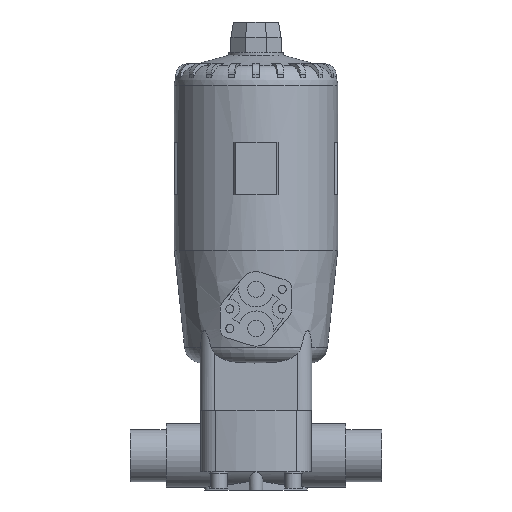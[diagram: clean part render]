
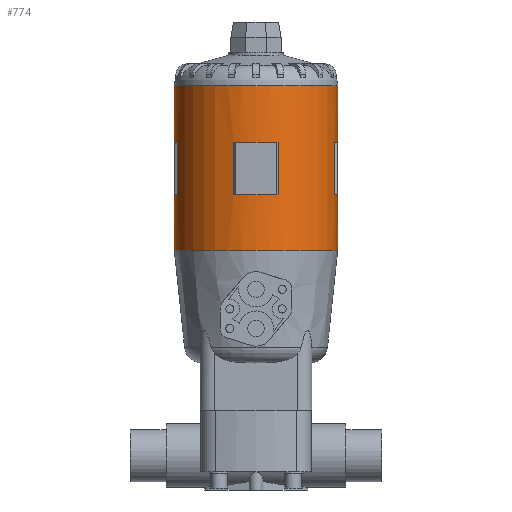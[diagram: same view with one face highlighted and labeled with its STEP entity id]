
A CAD part, front view. The second image highlights one B-rep face of the part: STEP entity #774.
In plain terms, the highlighted cylindrical face has radius 50 mm (diameter 100 mm), a partial arc.
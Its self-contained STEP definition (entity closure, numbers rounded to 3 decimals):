
#774=ADVANCED_FACE('',(#1616,#1617),#1618,.T.);
#1616=FACE_OUTER_BOUND('',#2528,.T.);
#1617=FACE_BOUND('',#2529,.T.);
#1618=CYLINDRICAL_SURFACE('',#2530,50.0);
#2528=EDGE_LOOP('',(#4828,#4829,#4830,#4831,#4832,#4833,#4834,#4835,#4836,#4837,#4838,#4839));
#2529=EDGE_LOOP('',(#4840,#4841,#4842,#4843,#4844,#4845));
#2530=AXIS2_PLACEMENT_3D('',#4846,#4847,#4848);
#4828=ORIENTED_EDGE('',*,*,#5602,.T.);
#4829=ORIENTED_EDGE('',*,*,#5880,.T.);
#4830=ORIENTED_EDGE('',*,*,#5884,.T.);
#4831=ORIENTED_EDGE('',*,*,#5873,.T.);
#4832=ORIENTED_EDGE('',*,*,#5610,.T.);
#4833=ORIENTED_EDGE('',*,*,#6010,.F.);
#4834=ORIENTED_EDGE('',*,*,#5608,.T.);
#4835=ORIENTED_EDGE('',*,*,#5919,.T.);
#4836=ORIENTED_EDGE('',*,*,#5931,.T.);
#4837=ORIENTED_EDGE('',*,*,#5934,.T.);
#4838=ORIENTED_EDGE('',*,*,#5604,.T.);
#4839=ORIENTED_EDGE('',*,*,#6338,.T.);
#4840=ORIENTED_EDGE('',*,*,#5905,.T.);
#4841=ORIENTED_EDGE('',*,*,#5893,.T.);
#4842=ORIENTED_EDGE('',*,*,#5897,.T.);
#4843=ORIENTED_EDGE('',*,*,#5911,.T.);
#4844=ORIENTED_EDGE('',*,*,#5914,.T.);
#4845=ORIENTED_EDGE('',*,*,#5901,.T.);
#4846=CARTESIAN_POINT('',(0.0,0.0,176.163));
#4847=DIRECTION('',(0.0,0.0,1.0));
#4848=DIRECTION('',(1.0,0.0,0.0));
#5602=EDGE_CURVE('',#6799,#6800,#6801,.T.);
#5604=EDGE_CURVE('',#6804,#6802,#6805,.T.);
#5608=EDGE_CURVE('',#6812,#6810,#6813,.T.);
#5610=EDGE_CURVE('',#6816,#6814,#6817,.T.);
#5873=EDGE_CURVE('',#7214,#6816,#7215,.T.);
#5880=EDGE_CURVE('',#6800,#7224,#7225,.T.);
#5884=EDGE_CURVE('',#7224,#7214,#7230,.T.);
#5893=EDGE_CURVE('',#7240,#7241,#7242,.T.);
#5897=EDGE_CURVE('',#7241,#7247,#7248,.T.);
#5901=EDGE_CURVE('',#7253,#7254,#7255,.T.);
#5905=EDGE_CURVE('',#7254,#7240,#7260,.T.);
#5911=EDGE_CURVE('',#7247,#7267,#7268,.T.);
#5914=EDGE_CURVE('',#7267,#7253,#7271,.T.);
#5919=EDGE_CURVE('',#6810,#7277,#7278,.T.);
#5931=EDGE_CURVE('',#7277,#7293,#7294,.T.);
#5934=EDGE_CURVE('',#7293,#6804,#7297,.T.);
#6010=EDGE_CURVE('',#6812,#6814,#7423,.T.);
#6338=EDGE_CURVE('',#6802,#6799,#7865,.T.);
#6799=VERTEX_POINT('',#8822);
#6800=VERTEX_POINT('',#8823);
#6801=LINE('',#8824,#8825);
#6802=VERTEX_POINT('',#8826);
#6804=VERTEX_POINT('',#8828);
#6805=LINE('',#8829,#8830);
#6810=VERTEX_POINT('',#8836);
#6812=VERTEX_POINT('',#8838);
#6813=LINE('',#8839,#8840);
#6814=VERTEX_POINT('',#8841);
#6816=VERTEX_POINT('',#8843);
#6817=LINE('',#8844,#8845);
#7214=VERTEX_POINT('',#10109);
#7215=CIRCLE('',#10110,50.0);
#7224=VERTEX_POINT('',#10123);
#7225=CIRCLE('',#10124,50.0);
#7230=LINE('',#10131,#10132);
#7240=VERTEX_POINT('',#10146);
#7241=VERTEX_POINT('',#10147);
#7242=CIRCLE('',#10148,50.0);
#7247=VERTEX_POINT('',#10155);
#7248=CIRCLE('',#10156,50.0);
#7253=VERTEX_POINT('',#10163);
#7254=VERTEX_POINT('',#10164);
#7255=CIRCLE('',#10165,50.0);
#7260=LINE('',#10172,#10173);
#7267=VERTEX_POINT('',#10183);
#7268=LINE('',#10184,#10185);
#7271=CIRCLE('',#10189,50.0);
#7277=VERTEX_POINT('',#10197);
#7278=CIRCLE('',#10198,50.0);
#7293=VERTEX_POINT('',#10220);
#7294=LINE('',#10221,#10222);
#7297=CIRCLE('',#10226,50.0);
#7423=CIRCLE('',#10905,50.0);
#7865=CIRCLE('',#11885,50.0);
#8822=CARTESIAN_POINT('',(50.0,0.0,125.787));
#8823=CARTESIAN_POINT('',(50.0,0.,159.85));
#8824=CARTESIAN_POINT('',(50.0,0.,176.163));
#8825=VECTOR('',#12438,1.0);
#8826=CARTESIAN_POINT('',(-50.0,0.,125.787));
#8828=CARTESIAN_POINT('',(-50.0,0.,159.85));
#8829=CARTESIAN_POINT('',(-50.0,0.,176.163));
#8830=VECTOR('',#12442,1.0);
#8836=CARTESIAN_POINT('',(-50.0,0.,191.85));
#8838=CARTESIAN_POINT('',(-50.0,0.,226.539));
#8839=CARTESIAN_POINT('',(-50.0,0.,176.163));
#8840=VECTOR('',#12450,1.0);
#8841=CARTESIAN_POINT('',(50.0,0.0,226.539));
#8843=CARTESIAN_POINT('',(50.0,0.,191.85));
#8844=CARTESIAN_POINT('',(50.0,0.,176.163));
#8845=VECTOR('',#12454,1.0);
#10109=CARTESIAN_POINT('',(48.054,-13.813,191.85));
#10110=AXIS2_PLACEMENT_3D('',#12724,#12725,#12726);
#10123=CARTESIAN_POINT('',(48.054,-13.813,159.85));
#10124=AXIS2_PLACEMENT_3D('',#12731,#12732,#12733);
#10131=CARTESIAN_POINT('',(48.054,-13.813,175.85));
#10132=VECTOR('',#12736,1.0);
#10146=CARTESIAN_POINT('',(-13.813,-48.054,191.85));
#10147=CARTESIAN_POINT('',(0.,-50.0,191.85));
#10148=AXIS2_PLACEMENT_3D('',#12741,#12742,#12743);
#10155=CARTESIAN_POINT('',(13.813,-48.054,191.85));
#10156=AXIS2_PLACEMENT_3D('',#12746,#12747,#12748);
#10163=CARTESIAN_POINT('',(0.,-50.0,159.85));
#10164=CARTESIAN_POINT('',(-13.813,-48.054,159.85));
#10165=AXIS2_PLACEMENT_3D('',#12751,#12752,#12753);
#10172=CARTESIAN_POINT('',(-13.813,-48.054,175.85));
#10173=VECTOR('',#12756,1.0);
#10183=CARTESIAN_POINT('',(13.813,-48.054,159.85));
#10184=CARTESIAN_POINT('',(13.813,-48.054,175.85));
#10185=VECTOR('',#12760,1.0);
#10189=AXIS2_PLACEMENT_3D('',#12762,#12763,#12764);
#10197=CARTESIAN_POINT('',(-48.054,-13.813,191.85));
#10198=AXIS2_PLACEMENT_3D('',#12767,#12768,#12769);
#10220=CARTESIAN_POINT('',(-48.054,-13.813,159.85));
#10221=CARTESIAN_POINT('',(-48.054,-13.813,175.85));
#10222=VECTOR('',#12777,1.0);
#10226=AXIS2_PLACEMENT_3D('',#12779,#12780,#12781);
#10905=AXIS2_PLACEMENT_3D('',#12837,#12838,#12839);
#11885=AXIS2_PLACEMENT_3D('',#13145,#13146,#13147);
#12438=DIRECTION('',(0.0,0.0,1.0));
#12442=DIRECTION('',(-0.0,-0.0,-1.0));
#12450=DIRECTION('',(-0.0,-0.0,-1.0));
#12454=DIRECTION('',(0.0,0.0,1.0));
#12724=CARTESIAN_POINT('',(0.0,0.0,191.85));
#12725=DIRECTION('',(0.0,-0.0,1.0));
#12726=DIRECTION('',(1.0,0.0,0.0));
#12731=CARTESIAN_POINT('',(0.0,0.0,159.85));
#12732=DIRECTION('',(0.0,0.0,-1.0));
#12733=DIRECTION('',(1.0,0.0,0.0));
#12736=DIRECTION('',(0.0,0.0,1.0));
#12741=CARTESIAN_POINT('',(0.0,0.0,191.85));
#12742=DIRECTION('',(0.0,-0.0,1.0));
#12743=DIRECTION('',(1.0,0.0,0.0));
#12746=CARTESIAN_POINT('',(0.0,0.0,191.85));
#12747=DIRECTION('',(0.0,-0.0,1.0));
#12748=DIRECTION('',(1.0,0.0,0.0));
#12751=CARTESIAN_POINT('',(0.0,0.0,159.85));
#12752=DIRECTION('',(0.0,0.0,-1.0));
#12753=DIRECTION('',(1.0,0.0,0.0));
#12756=DIRECTION('',(0.0,0.0,1.0));
#12760=DIRECTION('',(-0.0,-0.0,-1.0));
#12762=CARTESIAN_POINT('',(0.0,0.0,159.85));
#12763=DIRECTION('',(0.0,0.0,-1.0));
#12764=DIRECTION('',(1.0,0.0,0.0));
#12767=CARTESIAN_POINT('',(0.0,0.0,191.85));
#12768=DIRECTION('',(0.0,-0.0,1.0));
#12769=DIRECTION('',(1.0,0.0,0.0));
#12777=DIRECTION('',(-0.0,-0.0,-1.0));
#12779=CARTESIAN_POINT('',(0.0,0.0,159.85));
#12780=DIRECTION('',(0.0,0.0,-1.0));
#12781=DIRECTION('',(1.0,0.0,0.0));
#12837=CARTESIAN_POINT('',(0.0,0.0,226.539));
#12838=DIRECTION('',(0.0,0.0,1.0));
#12839=DIRECTION('',(1.0,0.0,0.0));
#13145=CARTESIAN_POINT('',(0.0,0.0,125.787));
#13146=DIRECTION('',(0.0,0.0,1.0));
#13147=DIRECTION('',(1.0,0.0,0.0));
